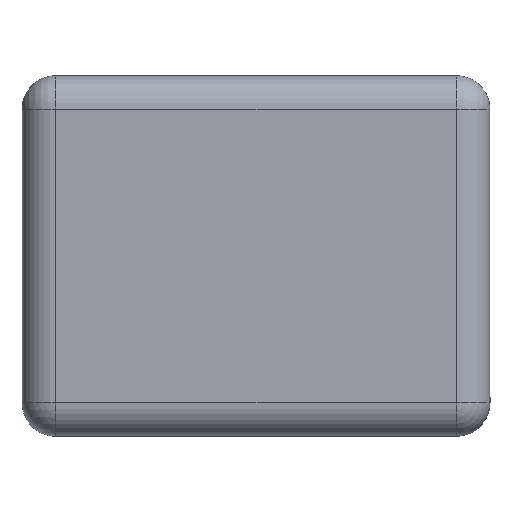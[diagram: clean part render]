
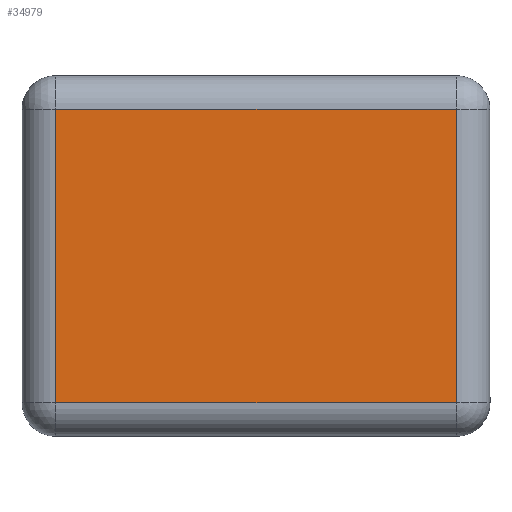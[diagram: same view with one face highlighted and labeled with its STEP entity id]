
A CAD part, front view. The second image highlights one B-rep face of the part: STEP entity #34979.
In plain terms, the highlighted planar face has unit normal (0, -1, 0).
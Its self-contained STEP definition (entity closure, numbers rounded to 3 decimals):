
#35 = EDGE_CURVE ( 'NONE', #1744, #20227, #35597, .T. ) ;
#634 = VECTOR ( 'NONE', #12121, 1000. ) ;
#1744 = VERTEX_POINT ( 'NONE', #4519 ) ;
#3171 = LINE ( 'NONE', #9067, #634 ) ;
#4519 = CARTESIAN_POINT ( 'NONE',  ( 238.971, -106.074, 177.194 ) ) ;
#6931 = EDGE_LOOP ( 'NONE', ( #9754, #38206, #18174, #20626 ) ) ;
#7759 = CARTESIAN_POINT ( 'NONE',  ( 0., -106.074, 177.194 ) ) ;
#7948 = PLANE ( 'NONE',  #29305 ) ;
#7969 = CARTESIAN_POINT ( 'NONE',  ( -239.029, -106.074, 0. ) ) ;
#9067 = CARTESIAN_POINT ( 'NONE',  ( 238.971, -106.074, 0. ) ) ;
#9754 = ORIENTED_EDGE ( 'NONE', *, *, #15973, .T. ) ;
#9847 = CARTESIAN_POINT ( 'NONE',  ( 238.971, -106.074, -172.806 ) ) ;
#10827 = VECTOR ( 'NONE', #35808, 1000. ) ;
#11024 = LINE ( 'NONE', #7969, #28410 ) ;
#12121 = DIRECTION ( 'NONE',  ( 0., 0., 1. ) ) ;
#13464 = DIRECTION ( 'NONE',  ( 0., -1., 0. ) ) ;
#13872 = CARTESIAN_POINT ( 'NONE',  ( 0., -106.074, 0. ) ) ;
#13893 = DIRECTION ( 'NONE',  ( 0., 0., -1. ) ) ;
#15973 = EDGE_CURVE ( 'NONE', #20227, #16734, #11024, .T. ) ;
#16162 = CARTESIAN_POINT ( 'NONE',  ( -239.029, -106.074, 177.194 ) ) ;
#16734 = VERTEX_POINT ( 'NONE', #33835 ) ;
#16924 = FACE_OUTER_BOUND ( 'NONE', #6931, .T. ) ;
#18174 = ORIENTED_EDGE ( 'NONE', *, *, #30544, .T. ) ;
#18883 = EDGE_CURVE ( 'NONE', #16734, #34372, #36957, .T. ) ;
#20227 = VERTEX_POINT ( 'NONE', #16162 ) ;
#20626 = ORIENTED_EDGE ( 'NONE', *, *, #35, .T. ) ;
#25239 = VECTOR ( 'NONE', #33488, 1000. ) ;
#26224 = DIRECTION ( 'NONE',  ( 0., 0., -1. ) ) ;
#28410 = VECTOR ( 'NONE', #13893, 1000. ) ;
#29305 = AXIS2_PLACEMENT_3D ( 'NONE', #13872, #13464, #26224 ) ;
#30544 = EDGE_CURVE ( 'NONE', #34372, #1744, #3171, .T. ) ;
#33488 = DIRECTION ( 'NONE',  ( 1., 0., 0. ) ) ;
#33835 = CARTESIAN_POINT ( 'NONE',  ( -239.029, -106.074, -172.806 ) ) ;
#34372 = VERTEX_POINT ( 'NONE', #9847 ) ;
#34979 = ADVANCED_FACE ( 'NONE', ( #16924 ), #7948, .T. ) ;
#35597 = LINE ( 'NONE', #7759, #10827 ) ;
#35808 = DIRECTION ( 'NONE',  ( -1., 0., 0. ) ) ;
#36957 = LINE ( 'NONE', #39826, #25239 ) ;
#38206 = ORIENTED_EDGE ( 'NONE', *, *, #18883, .T. ) ;
#39826 = CARTESIAN_POINT ( 'NONE',  ( 0., -106.074, -172.806 ) ) ;
